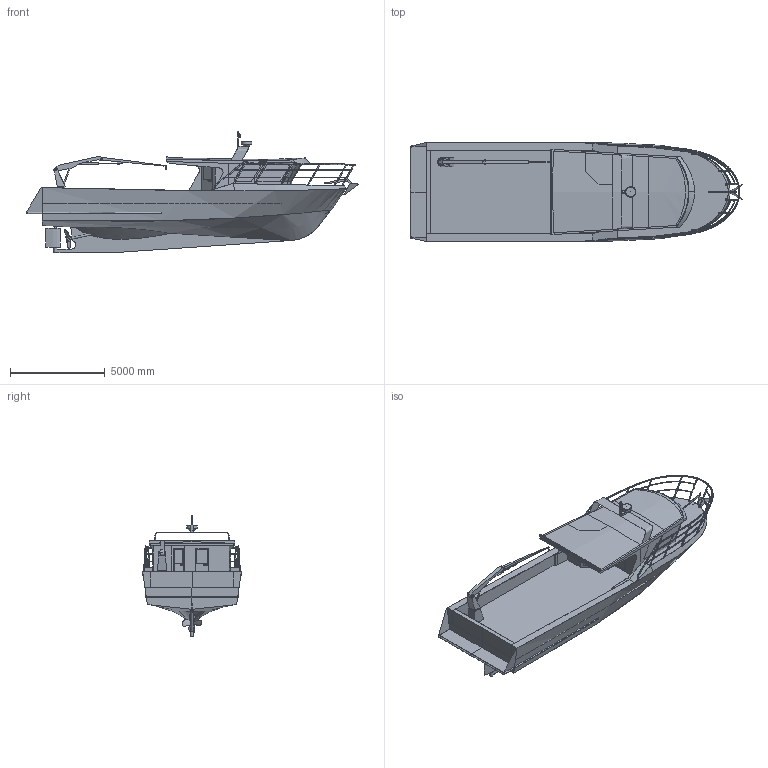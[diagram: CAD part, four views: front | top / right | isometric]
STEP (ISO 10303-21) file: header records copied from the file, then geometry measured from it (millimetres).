
FILE_DESCRIPTION(('FreeCAD Model'),'2;1');
FILE_NAME('Open CASCADE Shape Model','2025-05-03T20:34:44',('FreeCAD'),( 'FreeCAD'),'Open CASCADE STEP processor 7.6','FreeCAD','Unknown');
FILE_SCHEMA(('AUTOMOTIVE_DESIGN { 1 0 10303 214 1 1 1 1 }'));
Products named in the file (1): Open CASCADE STEP translator 7.6 1
Bounding box: 17494.77 x 5205.22 x 6420.44 mm (x, y, z)
Surface area: 402850905.9 mm2 (no closed solid volume)
Topology: 0 solids, 504 shells, 504 faces, 5436 edges, 5327 vertices
Faces by surface type: bspline 504
Entity records: 106135 total; most frequent: CARTESIAN_POINT 82336, ORIENTED_EDGE 5461, EDGE_CURVE 5398, VERTEX_POINT 5294, B_SPLINE_CURVE_WITH_KNOTS 4653, FACE_BOUND 524, EDGE_LOOP 521, SHELL_BASED_SURFACE_MODEL 504
